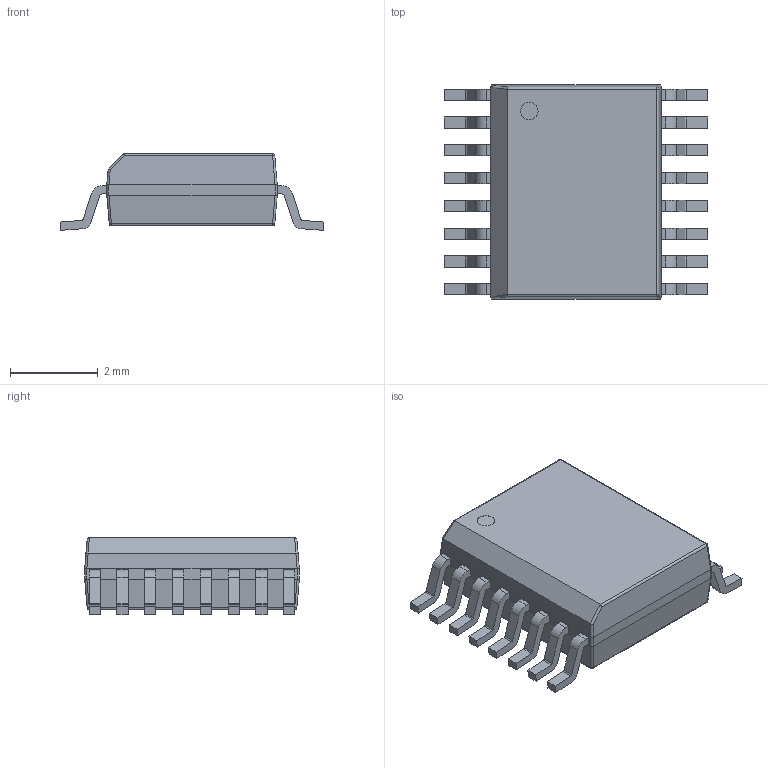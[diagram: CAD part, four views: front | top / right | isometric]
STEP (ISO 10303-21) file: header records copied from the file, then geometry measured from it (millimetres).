
FILE_DESCRIPTION(/* description */ (''),/* implementation_level */ '2;1');
FILE_NAME(/* name */ 'TI SSOP-16 DBQ0016A.step',/* time_stamp */ '2025-07-15T15:47:20+01:00',/* author */ (''),/* organization */ (''),/* preprocessor_version */ 'ST-DEVELOPER v20.1',/* originating_system */ 'Autodesk Translation Framework v14.10.0.0',/* authorisation */ '');
FILE_SCHEMA (('AUTOMOTIVE_DESIGN { 1 0 10303 214 3 1 1 }'));
Length unit declared in the file: millimetre
Products named in the file (1): TI SSOP-16 DBQ0016A
Bounding box: 6.03 x 4.91 x 1.75 mm (x, y, z)
Volume: 31.7 mm3; surface area: 85.8 mm2
Topology: 1 solids, 1 shells, 252 faces, 681 edges, 448 vertices
Faces by surface type: plane 160, cylinder 86, sphere 6
Full cylindrical faces by diameter (mm): 0.4 x1
Entity records: 8148 total; most frequent: CARTESIAN_POINT 1382, ORIENTED_EDGE 1362, DIRECTION 1351, EDGE_CURVE 681, LINE 517, VECTOR 517, VERTEX_POINT 448, AXIS2_PLACEMENT_3D 417
